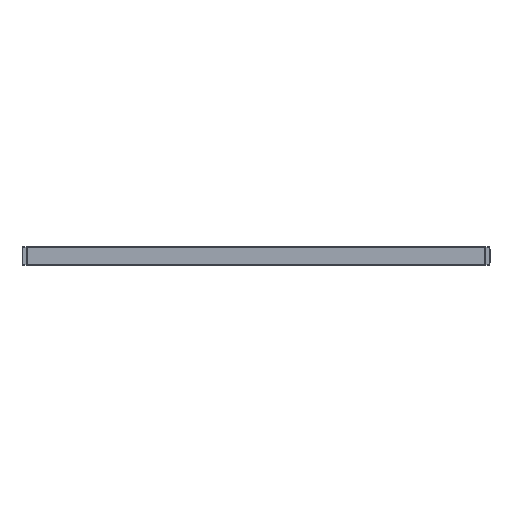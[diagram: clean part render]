
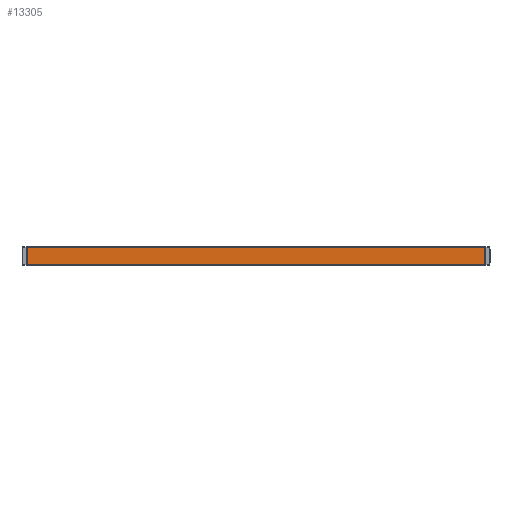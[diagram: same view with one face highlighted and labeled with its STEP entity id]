
A CAD part, front view. The second image highlights one B-rep face of the part: STEP entity #13305.
In plain terms, the highlighted planar face has unit normal (0, -1, 0).
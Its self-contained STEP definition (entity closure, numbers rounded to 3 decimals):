
#10686=FACE_OUTER_BOUND('',#25636,.T.);
#13305=ADVANCED_FACE('',(#10686),#17117,.T.);
#17117=PLANE('',#74587);
#25636=EDGE_LOOP('',(#31377,#31378,#31379,#31380));
#31377=ORIENTED_EDGE('',*,*,#55441,.T.);
#31378=ORIENTED_EDGE('',*,*,#55442,.T.);
#31379=ORIENTED_EDGE('',*,*,#55443,.T.);
#31380=ORIENTED_EDGE('',*,*,#55444,.T.);
#49129=VERTEX_POINT('',#99566);
#49130=VERTEX_POINT('',#99567);
#49131=VERTEX_POINT('',#99569);
#49132=VERTEX_POINT('',#99571);
#55441=EDGE_CURVE('',#49129,#49130,#64228,.T.);
#55442=EDGE_CURVE('',#49130,#49131,#64229,.T.);
#55443=EDGE_CURVE('',#49131,#49132,#64230,.T.);
#55444=EDGE_CURVE('',#49132,#49129,#64231,.T.);
#64228=LINE('',#99565,#69488);
#64229=LINE('',#99568,#69489);
#64230=LINE('',#99570,#69490);
#64231=LINE('',#99572,#69491);
#69488=VECTOR('',#81093,1.);
#69489=VECTOR('',#81094,1.);
#69490=VECTOR('',#81095,1.);
#69491=VECTOR('',#81096,1.);
#74587=AXIS2_PLACEMENT_3D('',#99573,#81097,#81098);
#81093=DIRECTION('',(-1.,0.,0.));
#81094=DIRECTION('',(0.,0.,-1.));
#81095=DIRECTION('',(1.,0.,0.));
#81096=DIRECTION('',(0.,0.,1.));
#81097=DIRECTION('',(0.,-1.,0.));
#81098=DIRECTION('',(0.,0.,1.));
#99565=CARTESIAN_POINT('',(175.,0.,14.25));
#99566=CARTESIAN_POINT('',(349.275,0.,14.25));
#99567=CARTESIAN_POINT('',(0.725,0.,14.25));
#99568=CARTESIAN_POINT('',(0.725,0.,0.));
#99569=CARTESIAN_POINT('',(0.725,0.,0.75));
#99570=CARTESIAN_POINT('',(175.,0.,0.75));
#99571=CARTESIAN_POINT('',(349.275,0.,0.75));
#99572=CARTESIAN_POINT('',(349.275,0.,0.));
#99573=CARTESIAN_POINT('',(175.,0.,0.));
